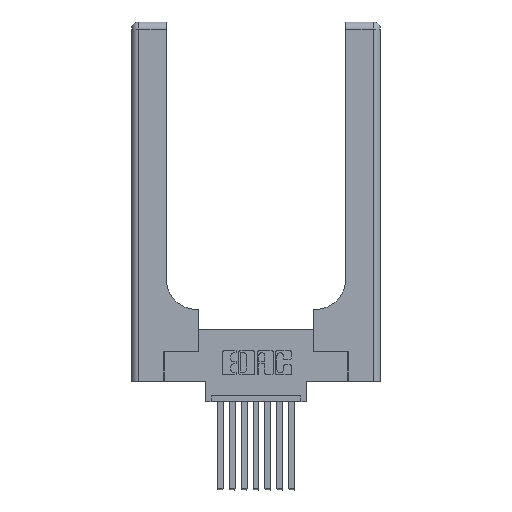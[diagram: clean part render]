
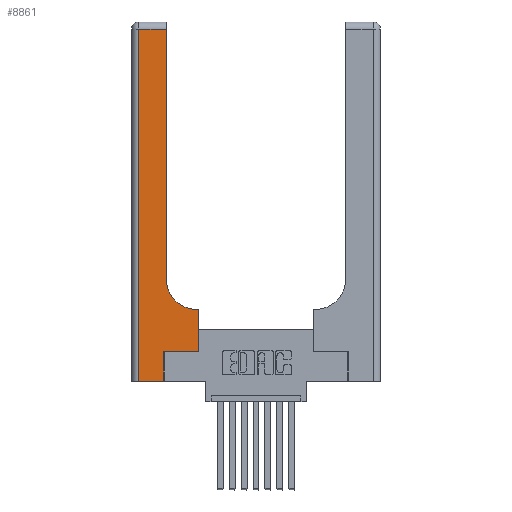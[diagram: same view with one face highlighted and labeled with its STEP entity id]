
A CAD part, top view. The second image highlights one B-rep face of the part: STEP entity #8861.
In plain terms, the highlighted planar face has unit normal (0, 0, 1).
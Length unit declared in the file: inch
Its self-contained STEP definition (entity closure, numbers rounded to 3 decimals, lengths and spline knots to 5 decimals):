
#411 = VECTOR ( 'NONE', #2795, 39.37008 ) ;
#624 = CARTESIAN_POINT ( 'NONE',  ( 0.5585, 0.25, 0.37 ) ) ;
#827 = LINE ( 'NONE', #14686, #14687 ) ;
#879 = CARTESIAN_POINT ( 'NONE',  ( 0.269, 0., 0.37 ) ) ;
#994 = EDGE_CURVE ( 'NONE', #9215, #2401, #2650, .T. ) ;
#1461 = CARTESIAN_POINT ( 'NONE',  ( 0.5415, 0.85, 0.37 ) ) ;
#2178 = DIRECTION ( 'NONE',  ( 0., 1., 0. ) ) ;
#2282 = DIRECTION ( 'NONE',  ( 0., -1., 0. ) ) ;
#2362 = CARTESIAN_POINT ( 'NONE',  ( 0.5585, 0.6, 0.37 ) ) ;
#2401 = VERTEX_POINT ( 'NONE', #12368 ) ;
#2481 = EDGE_CURVE ( 'NONE', #4554, #11799, #827, .T. ) ;
#2619 = LINE ( 'NONE', #5442, #8145 ) ;
#2647 = VECTOR ( 'NONE', #2178, 39.37008 ) ;
#2650 = CIRCLE ( 'NONE', #6241, 0.25 ) ;
#2743 = DIRECTION ( 'NONE',  ( 1., 0., 0. ) ) ;
#2795 = DIRECTION ( 'NONE',  ( 0., 1., 0. ) ) ;
#2821 = CARTESIAN_POINT ( 'NONE',  ( 0.06, 2.94, 0.37 ) ) ;
#3054 = DIRECTION ( 'NONE',  ( -1., 0., 0. ) ) ;
#3396 = VECTOR ( 'NONE', #2282, 39.37008 ) ;
#3567 = ORIENTED_EDGE ( 'NONE', *, *, #5763, .T. ) ;
#3733 = CARTESIAN_POINT ( 'NONE',  ( 0.2915, 2.94, 0.37 ) ) ;
#3869 = DIRECTION ( 'NONE',  ( -1., 0., 0. ) ) ;
#3902 = ORIENTED_EDGE ( 'NONE', *, *, #4670, .T. ) ;
#3976 = DIRECTION ( 'NONE',  ( 0., 0., -1. ) ) ;
#4157 = ORIENTED_EDGE ( 'NONE', *, *, #6795, .T. ) ;
#4207 = VECTOR ( 'NONE', #2743, 39.37008 ) ;
#4331 = LINE ( 'NONE', #13680, #2647 ) ;
#4554 = VERTEX_POINT ( 'NONE', #3733 ) ;
#4647 = ORIENTED_EDGE ( 'NONE', *, *, #10898, .T. ) ;
#4670 = EDGE_CURVE ( 'NONE', #14340, #5126, #11693, .T. ) ;
#4835 = VERTEX_POINT ( 'NONE', #2362 ) ;
#5023 = CARTESIAN_POINT ( 'NONE',  ( 0.269, 0.25, 0.37 ) ) ;
#5126 = VERTEX_POINT ( 'NONE', #624 ) ;
#5373 = ORIENTED_EDGE ( 'NONE', *, *, #2481, .T. ) ;
#5442 = CARTESIAN_POINT ( 'NONE',  ( 0.5585, 0.25, 0.37 ) ) ;
#5763 = EDGE_CURVE ( 'NONE', #10724, #8042, #10566, .T. ) ;
#6159 = DIRECTION ( 'NONE',  ( 0., 0., -1. ) ) ;
#6241 = AXIS2_PLACEMENT_3D ( 'NONE', #1461, #3976, #13175 ) ;
#6795 = EDGE_CURVE ( 'NONE', #4835, #9215, #7246, .T. ) ;
#6971 = CARTESIAN_POINT ( 'NONE',  ( 0.06, 3., 0.37 ) ) ;
#7246 = LINE ( 'NONE', #10868, #9986 ) ;
#7327 = CARTESIAN_POINT ( 'NONE',  ( 0.269, 0., 0.37 ) ) ;
#7517 = ORIENTED_EDGE ( 'NONE', *, *, #11420, .T. ) ;
#7521 = EDGE_CURVE ( 'NONE', #5126, #4835, #2619, .T. ) ;
#7653 = EDGE_LOOP ( 'NONE', ( #7517, #5373, #4647, #3567, #8738, #3902, #13417, #4157, #12175 ) ) ;
#8042 = VERTEX_POINT ( 'NONE', #879 ) ;
#8145 = VECTOR ( 'NONE', #10187, 39.37008 ) ;
#8327 = CARTESIAN_POINT ( 'NONE',  ( 0., 0., 0.37 ) ) ;
#8669 = LINE ( 'NONE', #7327, #411 ) ;
#8738 = ORIENTED_EDGE ( 'NONE', *, *, #12757, .T. ) ;
#8861 = ADVANCED_FACE ( 'NONE', ( #10826 ), #9536, .F. ) ;
#9095 = LINE ( 'NONE', #6971, #3396 ) ;
#9215 = VERTEX_POINT ( 'NONE', #15017 ) ;
#9510 = DIRECTION ( 'NONE',  ( 1., 0., 0. ) ) ;
#9536 = PLANE ( 'NONE',  #11264 ) ;
#9986 = VECTOR ( 'NONE', #3869, 39.37008 ) ;
#10048 = CARTESIAN_POINT ( 'NONE',  ( 0.06, 0., 0.37 ) ) ;
#10187 = DIRECTION ( 'NONE',  ( 0., 1., 0. ) ) ;
#10484 = CARTESIAN_POINT ( 'NONE',  ( 0.269, 0.25, 0.37 ) ) ;
#10566 = LINE ( 'NONE', #8327, #12573 ) ;
#10705 = DIRECTION ( 'NONE',  ( -1., 0., 0. ) ) ;
#10724 = VERTEX_POINT ( 'NONE', #10048 ) ;
#10826 = FACE_OUTER_BOUND ( 'NONE', #7653, .T. ) ;
#10868 = CARTESIAN_POINT ( 'NONE',  ( 0.2915, 0.6, 0.37 ) ) ;
#10898 = EDGE_CURVE ( 'NONE', #11799, #10724, #9095, .T. ) ;
#11264 = AXIS2_PLACEMENT_3D ( 'NONE', #14206, #6159, #10705 ) ;
#11420 = EDGE_CURVE ( 'NONE', #2401, #4554, #4331, .T. ) ;
#11693 = LINE ( 'NONE', #5023, #4207 ) ;
#11799 = VERTEX_POINT ( 'NONE', #2821 ) ;
#12175 = ORIENTED_EDGE ( 'NONE', *, *, #994, .T. ) ;
#12368 = CARTESIAN_POINT ( 'NONE',  ( 0.2915, 0.85, 0.37 ) ) ;
#12573 = VECTOR ( 'NONE', #9510, 39.37008 ) ;
#12757 = EDGE_CURVE ( 'NONE', #8042, #14340, #8669, .T. ) ;
#13175 = DIRECTION ( 'NONE',  ( 1., 0., 0. ) ) ;
#13417 = ORIENTED_EDGE ( 'NONE', *, *, #7521, .T. ) ;
#13680 = CARTESIAN_POINT ( 'NONE',  ( 0.2915, 3., 0.37 ) ) ;
#14206 = CARTESIAN_POINT ( 'NONE',  ( 0., 3., 0.37 ) ) ;
#14340 = VERTEX_POINT ( 'NONE', #10484 ) ;
#14686 = CARTESIAN_POINT ( 'NONE',  ( 0., 2.94, 0.37 ) ) ;
#14687 = VECTOR ( 'NONE', #3054, 39.37008 ) ;
#15017 = CARTESIAN_POINT ( 'NONE',  ( 0.5415, 0.6, 0.37 ) ) ;
